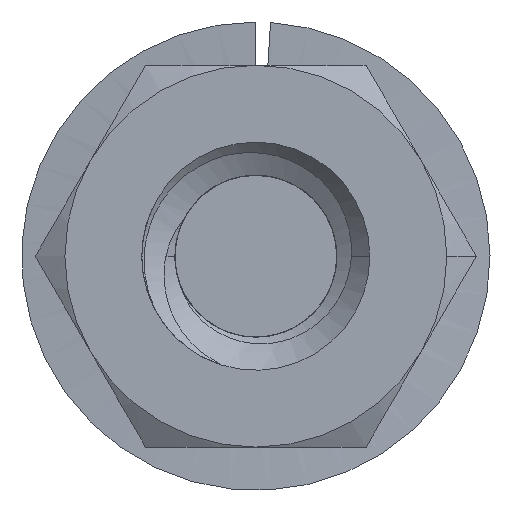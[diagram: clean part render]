
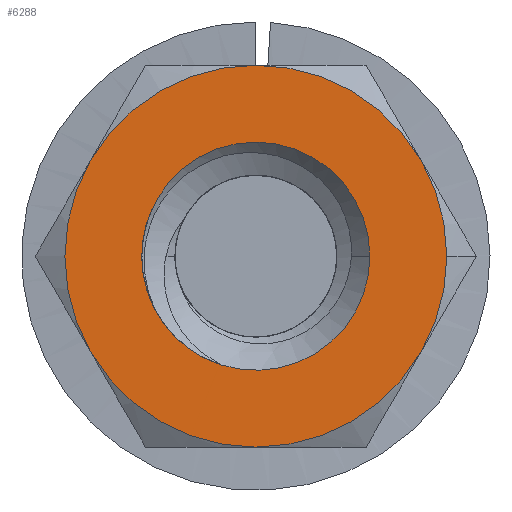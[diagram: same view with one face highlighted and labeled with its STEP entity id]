
A CAD part, front view. The second image highlights one B-rep face of the part: STEP entity #6288.
In plain terms, the highlighted planar face has unit normal (0, -1, 0).
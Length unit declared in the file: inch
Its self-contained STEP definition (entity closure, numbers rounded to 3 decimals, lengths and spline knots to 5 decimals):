
#6 = ORIENTED_EDGE ( 'NONE', *, *, #2946, .T. ) ;
#75 = AXIS2_PLACEMENT_3D ( 'NONE', #3093, #5186, #1923 ) ;
#283 = AXIS2_PLACEMENT_3D ( 'NONE', #756, #705, #3545 ) ;
#421 = CARTESIAN_POINT ( 'NONE',  ( 0., -0.04, 0. ) ) ;
#445 = EDGE_CURVE ( 'NONE', #2028, #1393, #1301, .T. ) ;
#484 = CARTESIAN_POINT ( 'NONE',  ( 0.09375, -0.04, 0. ) ) ;
#527 = DIRECTION ( 'NONE',  ( 0., -1., 0. ) ) ;
#705 = DIRECTION ( 'NONE',  ( 0., 1., 0. ) ) ;
#713 = CARTESIAN_POINT ( 'NONE',  ( 0.05335, -0.04, -0.01718 ) ) ;
#755 = EDGE_CURVE ( 'NONE', #1820, #1987, #4425, .T. ) ;
#756 = CARTESIAN_POINT ( 'NONE',  ( 0., -0.04, 0. ) ) ;
#803 = DIRECTION ( 'NONE',  ( 0., 0., 1. ) ) ;
#805 = VERTEX_POINT ( 'NONE', #4365 ) ;
#851 = ORIENTED_EDGE ( 'NONE', *, *, #5281, .T. ) ;
#978 = DIRECTION ( 'NONE',  ( 0., 0., 1. ) ) ;
#1092 = CARTESIAN_POINT ( 'NONE',  ( -0.04688, -0.04, -0.08119 ) ) ;
#1131 = CARTESIAN_POINT ( 'NONE',  ( -0.09375, -0.04, 0. ) ) ;
#1226 = ORIENTED_EDGE ( 'NONE', *, *, #4774, .T. ) ;
#1301 = CIRCLE ( 'NONE', #283, 0.056 ) ;
#1393 = VERTEX_POINT ( 'NONE', #2870 ) ;
#1457 = EDGE_CURVE ( 'NONE', #1820, #6164, #6377, .T. ) ;
#1659 = CARTESIAN_POINT ( 'NONE',  ( 0., -0.04, 0. ) ) ;
#1691 = CIRCLE ( 'NONE', #2512, 0.09375 ) ;
#1706 = CARTESIAN_POINT ( 'NONE',  ( 0., -0.04, 0. ) ) ;
#1790 = VERTEX_POINT ( 'NONE', #3606 ) ;
#1820 = VERTEX_POINT ( 'NONE', #5409 ) ;
#1923 = DIRECTION ( 'NONE',  ( 0., 0., 1. ) ) ;
#1987 = VERTEX_POINT ( 'NONE', #3185 ) ;
#2028 = VERTEX_POINT ( 'NONE', #2119 ) ;
#2119 = CARTESIAN_POINT ( 'NONE',  ( 0.02554, -0.04, -0.04984 ) ) ;
#2439 = ORIENTED_EDGE ( 'NONE', *, *, #5384, .T. ) ;
#2512 = AXIS2_PLACEMENT_3D ( 'NONE', #6264, #527, #4561 ) ;
#2557 = FACE_BOUND ( 'NONE', #4119, .T. ) ;
#2657 = FACE_OUTER_BOUND ( 'NONE', #7106, .T. ) ;
#2847 = AXIS2_PLACEMENT_3D ( 'NONE', #6646, #3225, #4377 ) ;
#2870 = CARTESIAN_POINT ( 'NONE',  ( 0., -0.04, -0.056 ) ) ;
#2946 = EDGE_CURVE ( 'NONE', #5488, #6539, #6042, .T. ) ;
#3012 = CARTESIAN_POINT ( 'NONE',  ( 0.05342, -0.04, -0.0168 ) ) ;
#3074 = AXIS2_PLACEMENT_3D ( 'NONE', #3118, #6508, #803 ) ;
#3093 = CARTESIAN_POINT ( 'NONE',  ( 0., -0.04, 0. ) ) ;
#3118 = CARTESIAN_POINT ( 'NONE',  ( 0., -0.04, 0. ) ) ;
#3185 = CARTESIAN_POINT ( 'NONE',  ( 0., -0.04, 0.09375 ) ) ;
#3199 = AXIS2_PLACEMENT_3D ( 'NONE', #7206, #7255, #978 ) ;
#3225 = DIRECTION ( 'NONE',  ( 0., 1., 0. ) ) ;
#3237 = B_SPLINE_CURVE_WITH_KNOTS ( 'NONE', 3,
 ( #3012, #713, #4219, #6469 ),
 .UNSPECIFIED., .F., .F.,
 ( 4, 4 ),
 ( 0., 0.00003 ),
 .UNSPECIFIED. ) ;
#3346 = CARTESIAN_POINT ( 'NONE',  ( 0., -0.04, 0. ) ) ;
#3426 = DIRECTION ( 'NONE',  ( 0., 0., 1. ) ) ;
#3545 = DIRECTION ( 'NONE',  ( 0., 0., 1. ) ) ;
#3554 = CIRCLE ( 'NONE', #2847, 0.056 ) ;
#3563 = CARTESIAN_POINT ( 'NONE',  ( -0.04688, -0.04, 0.08119 ) ) ;
#3594 = ORIENTED_EDGE ( 'NONE', *, *, #4946, .T. ) ;
#3606 = CARTESIAN_POINT ( 'NONE',  ( 0.05306, -0.03996, -0.01791 ) ) ;
#3798 = DIRECTION ( 'NONE',  ( 0., 0., 1. ) ) ;
#3829 = EDGE_CURVE ( 'NONE', #6304, #5488, #7305, .T. ) ;
#3992 = AXIS2_PLACEMENT_3D ( 'NONE', #5635, #6815, #7336 ) ;
#4111 = ORIENTED_EDGE ( 'NONE', *, *, #755, .T. ) ;
#4119 = EDGE_LOOP ( 'NONE', ( #6211, #5447, #6395, #1226, #2439 ) ) ;
#4215 = AXIS2_PLACEMENT_3D ( 'NONE', #421, #5499, #3798 ) ;
#4219 = CARTESIAN_POINT ( 'NONE',  ( 0.05328, -0.04, -0.01756 ) ) ;
#4365 = CARTESIAN_POINT ( 'NONE',  ( 0.05342, -0.04, -0.0168 ) ) ;
#4377 = DIRECTION ( 'NONE',  ( 0., 0., 1. ) ) ;
#4425 = CIRCLE ( 'NONE', #3199, 0.09375 ) ;
#4482 = EDGE_CURVE ( 'NONE', #1790, #2028, #3554, .T. ) ;
#4506 = DIRECTION ( 'NONE',  ( 0., 1., 0. ) ) ;
#4561 = DIRECTION ( 'NONE',  ( 0., 0., 1. ) ) ;
#4624 = CIRCLE ( 'NONE', #5370, 0.09375 ) ;
#4703 = ORIENTED_EDGE ( 'NONE', *, *, #6728, .T. ) ;
#4706 = AXIS2_PLACEMENT_3D ( 'NONE', #3346, #4506, #6256 ) ;
#4774 = EDGE_CURVE ( 'NONE', #1393, #6369, #5596, .T. ) ;
#4939 = DIRECTION ( 'NONE',  ( 0., -1., 0. ) ) ;
#4946 = EDGE_CURVE ( 'NONE', #1987, #6586, #6231, .T. ) ;
#5039 = CARTESIAN_POINT ( 'NONE',  ( 0., -0.04, 0.056 ) ) ;
#5133 = DIRECTION ( 'NONE',  ( 0., 0., 1. ) ) ;
#5186 = DIRECTION ( 'NONE',  ( 0., -1., 0. ) ) ;
#5281 = EDGE_CURVE ( 'NONE', #6586, #6304, #4624, .T. ) ;
#5370 = AXIS2_PLACEMENT_3D ( 'NONE', #5668, #4939, #6613 ) ;
#5384 = EDGE_CURVE ( 'NONE', #6369, #805, #5505, .T. ) ;
#5409 = CARTESIAN_POINT ( 'NONE',  ( 0.04688, -0.04, 0.08119 ) ) ;
#5447 = ORIENTED_EDGE ( 'NONE', *, *, #4482, .T. ) ;
#5488 = VERTEX_POINT ( 'NONE', #1092 ) ;
#5499 = DIRECTION ( 'NONE',  ( 0., -1., 0. ) ) ;
#5505 = CIRCLE ( 'NONE', #4706, 0.056 ) ;
#5528 = ORIENTED_EDGE ( 'NONE', *, *, #3829, .T. ) ;
#5588 = AXIS2_PLACEMENT_3D ( 'NONE', #1706, #5667, #3426 ) ;
#5596 = CIRCLE ( 'NONE', #3074, 0.056 ) ;
#5635 = CARTESIAN_POINT ( 'NONE',  ( -0.09375, -0.04, -0.05413 ) ) ;
#5652 = DIRECTION ( 'NONE',  ( 0., -1., 0. ) ) ;
#5667 = DIRECTION ( 'NONE',  ( 0., 1., 0. ) ) ;
#5668 = CARTESIAN_POINT ( 'NONE',  ( 0., -0.04, 0. ) ) ;
#5748 = EDGE_CURVE ( 'NONE', #805, #1790, #3237, .T. ) ;
#5838 = CARTESIAN_POINT ( 'NONE',  ( 0.04687, -0.04, -0.08119 ) ) ;
#5851 = ORIENTED_EDGE ( 'NONE', *, *, #1457, .F. ) ;
#6042 = CIRCLE ( 'NONE', #75, 0.09375 ) ;
#6164 = VERTEX_POINT ( 'NONE', #484 ) ;
#6211 = ORIENTED_EDGE ( 'NONE', *, *, #5748, .T. ) ;
#6231 = CIRCLE ( 'NONE', #4215, 0.09375 ) ;
#6256 = DIRECTION ( 'NONE',  ( 0., 0., 1. ) ) ;
#6264 = CARTESIAN_POINT ( 'NONE',  ( 0., -0.04, 0. ) ) ;
#6288 = ADVANCED_FACE ( 'NONE', ( #2657, #2557 ), #6838, .F. ) ;
#6304 = VERTEX_POINT ( 'NONE', #1131 ) ;
#6369 = VERTEX_POINT ( 'NONE', #5039 ) ;
#6377 = CIRCLE ( 'NONE', #5588, 0.09375 ) ;
#6395 = ORIENTED_EDGE ( 'NONE', *, *, #445, .T. ) ;
#6469 = CARTESIAN_POINT ( 'NONE',  ( 0.05306, -0.03996, -0.01791 ) ) ;
#6508 = DIRECTION ( 'NONE',  ( 0., 1., 0. ) ) ;
#6539 = VERTEX_POINT ( 'NONE', #5838 ) ;
#6586 = VERTEX_POINT ( 'NONE', #3563 ) ;
#6613 = DIRECTION ( 'NONE',  ( 0., 0., 1. ) ) ;
#6646 = CARTESIAN_POINT ( 'NONE',  ( 0., -0.04, 0. ) ) ;
#6728 = EDGE_CURVE ( 'NONE', #6539, #6164, #1691, .T. ) ;
#6815 = DIRECTION ( 'NONE',  ( 0., 1., 0. ) ) ;
#6838 = PLANE ( 'NONE',  #3992 ) ;
#6843 = AXIS2_PLACEMENT_3D ( 'NONE', #1659, #5652, #5133 ) ;
#7106 = EDGE_LOOP ( 'NONE', ( #4111, #3594, #851, #5528, #6, #4703, #5851 ) ) ;
#7206 = CARTESIAN_POINT ( 'NONE',  ( 0., -0.04, 0. ) ) ;
#7255 = DIRECTION ( 'NONE',  ( 0., -1., 0. ) ) ;
#7305 = CIRCLE ( 'NONE', #6843, 0.09375 ) ;
#7336 = DIRECTION ( 'NONE',  ( 0., 0., 1. ) ) ;
